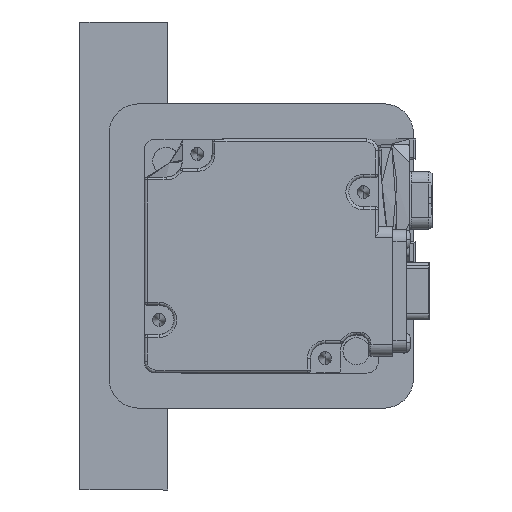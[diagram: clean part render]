
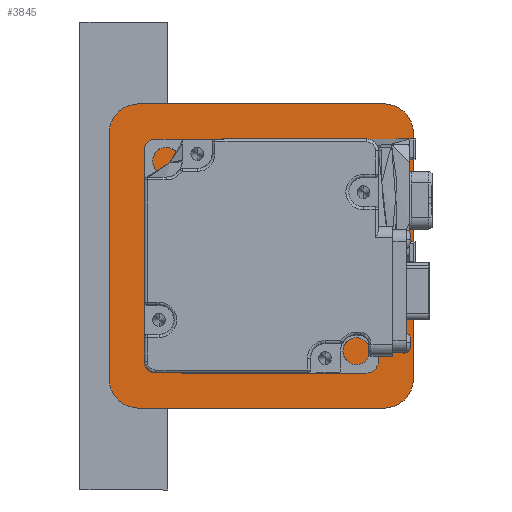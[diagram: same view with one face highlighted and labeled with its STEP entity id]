
A CAD part, front view. The second image highlights one B-rep face of the part: STEP entity #3845.
In plain terms, the highlighted face is planar.
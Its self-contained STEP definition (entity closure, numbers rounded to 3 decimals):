
#529 = EDGE_CURVE ( 'NONE', #17890, #5163, #19698, .T. ) ;
#722 = ORIENTED_EDGE ( 'NONE', *, *, #29410, .T. ) ;
#743 = CARTESIAN_POINT ( 'NONE',  ( 0., 0., -56. ) ) ;
#904 = DIRECTION ( 'NONE',  ( 0., 0., -1. ) ) ;
#1268 = CIRCLE ( 'NONE', #19241, 5. ) ;
#1384 = CIRCLE ( 'NONE', #11096, 5. ) ;
#1603 = DIRECTION ( 'NONE',  ( 1., 0., 0. ) ) ;
#2252 = AXIS2_PLACEMENT_3D ( 'NONE', #743, #25001, #28346 ) ;
#2378 = DIRECTION ( 'NONE',  ( 0., 0., -1. ) ) ;
#2512 = CARTESIAN_POINT ( 'NONE',  ( -26., 21., -56. ) ) ;
#2855 = CARTESIAN_POINT ( 'NONE',  ( -26., 26., -56. ) ) ;
#3297 = DIRECTION ( 'NONE',  ( 0., 0., -1. ) ) ;
#3845 = ADVANCED_FACE ( 'NONE', ( #10465, #9985 ), #5361, .T. ) ;
#4047 = CARTESIAN_POINT ( 'NONE',  ( -26., -21., -56. ) ) ;
#4094 = DIRECTION ( 'NONE',  ( 0., -1., 0. ) ) ;
#4759 = VERTEX_POINT ( 'NONE', #24652 ) ;
#4852 = EDGE_LOOP ( 'NONE', ( #27088, #13938 ) ) ;
#5101 = VERTEX_POINT ( 'NONE', #2512 ) ;
#5163 = VERTEX_POINT ( 'NONE', #10978 ) ;
#5361 = PLANE ( 'NONE',  #6678 ) ;
#6678 = AXIS2_PLACEMENT_3D ( 'NONE', #20016, #15168, #24977 ) ;
#7801 = VERTEX_POINT ( 'NONE', #27069 ) ;
#7807 = AXIS2_PLACEMENT_3D ( 'NONE', #16609, #14174, #24157 ) ;
#8547 = DIRECTION ( 'NONE',  ( -1., 0., 0. ) ) ;
#8738 = ORIENTED_EDGE ( 'NONE', *, *, #24857, .T. ) ;
#9157 = EDGE_CURVE ( 'NONE', #10760, #5101, #27734, .T. ) ;
#9798 = CARTESIAN_POINT ( 'NONE',  ( 6.471, 0., -56. ) ) ;
#9985 = FACE_BOUND ( 'NONE', #4852, .T. ) ;
#10465 = FACE_OUTER_BOUND ( 'NONE', #28010, .T. ) ;
#10759 = CARTESIAN_POINT ( 'NONE',  ( 26., -26., -56. ) ) ;
#10760 = VERTEX_POINT ( 'NONE', #4047 ) ;
#10978 = CARTESIAN_POINT ( 'NONE',  ( -6.471, 0., -56. ) ) ;
#11096 = AXIS2_PLACEMENT_3D ( 'NONE', #27104, #2378, #12788 ) ;
#11949 = EDGE_CURVE ( 'NONE', #7801, #26035, #24014, .T. ) ;
#11967 = AXIS2_PLACEMENT_3D ( 'NONE', #22936, #904, #23082 ) ;
#12174 = VERTEX_POINT ( 'NONE', #27370 ) ;
#12299 = VECTOR ( 'NONE', #4094, 1000. ) ;
#12744 = CARTESIAN_POINT ( 'NONE',  ( -21., -21., -56. ) ) ;
#12788 = DIRECTION ( 'NONE',  ( -1., 0., 0. ) ) ;
#13069 = DIRECTION ( 'NONE',  ( 0., 0., -1. ) ) ;
#13472 = CARTESIAN_POINT ( 'NONE',  ( 26., -21., -56. ) ) ;
#13609 = VERTEX_POINT ( 'NONE', #21655 ) ;
#13938 = ORIENTED_EDGE ( 'NONE', *, *, #17653, .F. ) ;
#14174 = DIRECTION ( 'NONE',  ( 0., 0., -1. ) ) ;
#15168 = DIRECTION ( 'NONE',  ( 0., 0., -1. ) ) ;
#15474 = EDGE_CURVE ( 'NONE', #18596, #7801, #16050, .T. ) ;
#15752 = ORIENTED_EDGE ( 'NONE', *, *, #27346, .T. ) ;
#16050 = CIRCLE ( 'NONE', #7807, 5. ) ;
#16363 = AXIS2_PLACEMENT_3D ( 'NONE', #12744, #13069, #25476 ) ;
#16609 = CARTESIAN_POINT ( 'NONE',  ( 21., 21., -56. ) ) ;
#17653 = EDGE_CURVE ( 'NONE', #5163, #17890, #25867, .T. ) ;
#17890 = VERTEX_POINT ( 'NONE', #9798 ) ;
#18051 = LINE ( 'NONE', #10759, #24631 ) ;
#18097 = CARTESIAN_POINT ( 'NONE',  ( 21., -21., -56. ) ) ;
#18490 = CARTESIAN_POINT ( 'NONE',  ( 26., 26., -56. ) ) ;
#18596 = VERTEX_POINT ( 'NONE', #26324 ) ;
#18649 = LINE ( 'NONE', #18490, #22479 ) ;
#19241 = AXIS2_PLACEMENT_3D ( 'NONE', #18097, #3297, #8547 ) ;
#19698 = CIRCLE ( 'NONE', #11967, 6.471 ) ;
#20016 = CARTESIAN_POINT ( 'NONE',  ( 0., 0., -56. ) ) ;
#21655 = CARTESIAN_POINT ( 'NONE',  ( 21., -26., -56. ) ) ;
#22356 = EDGE_CURVE ( 'NONE', #26035, #13609, #1268, .T. ) ;
#22479 = VECTOR ( 'NONE', #1603, 1000. ) ;
#22936 = CARTESIAN_POINT ( 'NONE',  ( 0., 0., -56. ) ) ;
#23082 = DIRECTION ( 'NONE',  ( -1., 0., 0. ) ) ;
#23731 = ORIENTED_EDGE ( 'NONE', *, *, #25982, .T. ) ;
#24014 = LINE ( 'NONE', #24337, #12299 ) ;
#24157 = DIRECTION ( 'NONE',  ( -1., 0., 0. ) ) ;
#24337 = CARTESIAN_POINT ( 'NONE',  ( 26., 26., -56. ) ) ;
#24631 = VECTOR ( 'NONE', #25434, 1000. ) ;
#24652 = CARTESIAN_POINT ( 'NONE',  ( -21., -26., -56. ) ) ;
#24740 = ORIENTED_EDGE ( 'NONE', *, *, #9157, .T. ) ;
#24857 = EDGE_CURVE ( 'NONE', #5101, #12174, #1384, .T. ) ;
#24977 = DIRECTION ( 'NONE',  ( -1., 0., 0. ) ) ;
#25001 = DIRECTION ( 'NONE',  ( 0., 0., -1. ) ) ;
#25434 = DIRECTION ( 'NONE',  ( -1., 0., 0. ) ) ;
#25435 = ORIENTED_EDGE ( 'NONE', *, *, #22356, .T. ) ;
#25476 = DIRECTION ( 'NONE',  ( -1., 0., 0. ) ) ;
#25512 = DIRECTION ( 'NONE',  ( 0., 1., 0. ) ) ;
#25867 = CIRCLE ( 'NONE', #2252, 6.471 ) ;
#25982 = EDGE_CURVE ( 'NONE', #12174, #18596, #18649, .T. ) ;
#26035 = VERTEX_POINT ( 'NONE', #13472 ) ;
#26324 = CARTESIAN_POINT ( 'NONE',  ( 21., 26., -56. ) ) ;
#27069 = CARTESIAN_POINT ( 'NONE',  ( 26., 21., -56. ) ) ;
#27088 = ORIENTED_EDGE ( 'NONE', *, *, #529, .F. ) ;
#27104 = CARTESIAN_POINT ( 'NONE',  ( -21., 21., -56. ) ) ;
#27346 = EDGE_CURVE ( 'NONE', #4759, #10760, #30225, .T. ) ;
#27370 = CARTESIAN_POINT ( 'NONE',  ( -21., 26., -56. ) ) ;
#27734 = LINE ( 'NONE', #2855, #31361 ) ;
#28010 = EDGE_LOOP ( 'NONE', ( #722, #15752, #24740, #8738, #23731, #29014, #30820, #25435 ) ) ;
#28346 = DIRECTION ( 'NONE',  ( -1., 0., 0. ) ) ;
#29014 = ORIENTED_EDGE ( 'NONE', *, *, #15474, .T. ) ;
#29410 = EDGE_CURVE ( 'NONE', #13609, #4759, #18051, .T. ) ;
#30225 = CIRCLE ( 'NONE', #16363, 5. ) ;
#30820 = ORIENTED_EDGE ( 'NONE', *, *, #11949, .T. ) ;
#31361 = VECTOR ( 'NONE', #25512, 1000. ) ;
